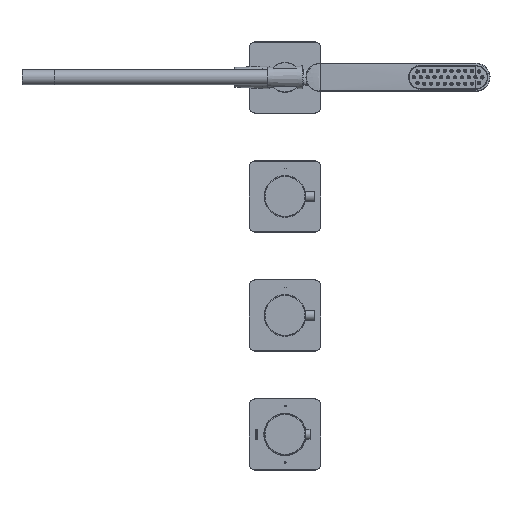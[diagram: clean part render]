
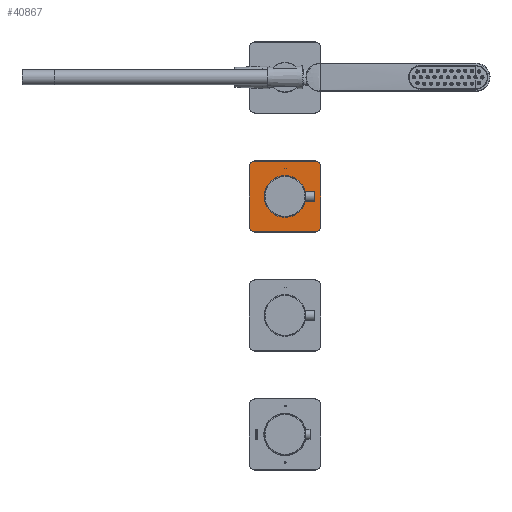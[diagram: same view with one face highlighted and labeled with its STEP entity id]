
A CAD part, top view. The second image highlights one B-rep face of the part: STEP entity #40867.
In plain terms, the highlighted planar face has unit normal (0, 0, 1).
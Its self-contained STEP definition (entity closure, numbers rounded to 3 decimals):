
#1626=B_SPLINE_CURVE_WITH_KNOTS('',3,(#85284,#85285,#85286,#85287,#85288,
#85289,#85290,#85291,#85292,#85293,#85294,#85295,#85296,#85297,#85298,#85299,
#85300,#85301,#85302,#85303,#85304,#85305,#85306,#85307,#85308,#85309,#85310,
#85311,#85312,#85313,#85314,#85315),.UNSPECIFIED.,.T.,.F.,(4,3,3,2,3,2,
3,2,3,2,2,3,4),(0.,0.106,0.179,0.251,
0.304,0.359,0.413,0.501,
0.605,0.677,0.749,0.844,
1.),.UNSPECIFIED.);
#5035=LINE('',#85261,#7433);
#5036=LINE('',#85265,#7434);
#5037=LINE('',#85269,#7435);
#5038=LINE('',#85273,#7436);
#5039=LINE('',#85276,#7437);
#5040=LINE('',#85279,#7438);
#5041=LINE('',#85281,#7439);
#5042=LINE('',#85283,#7440);
#7433=VECTOR('',#57083,1000.);
#7434=VECTOR('',#57086,1000.);
#7435=VECTOR('',#57089,1000.);
#7436=VECTOR('',#57092,1000.);
#7437=VECTOR('',#57095,1000.);
#7438=VECTOR('',#57096,1000.);
#7439=VECTOR('',#57097,1000.);
#7440=VECTOR('',#57098,1000.);
#17705=ORIENTED_EDGE('',*,*,#24024,.T.);
#17706=ORIENTED_EDGE('',*,*,#24025,.T.);
#17707=ORIENTED_EDGE('',*,*,#24026,.T.);
#17708=ORIENTED_EDGE('',*,*,#24027,.T.);
#17709=ORIENTED_EDGE('',*,*,#24028,.T.);
#17710=ORIENTED_EDGE('',*,*,#24029,.T.);
#17711=ORIENTED_EDGE('',*,*,#24030,.T.);
#17712=ORIENTED_EDGE('',*,*,#24031,.T.);
#17713=ORIENTED_EDGE('',*,*,#24032,.T.);
#17714=ORIENTED_EDGE('',*,*,#24033,.F.);
#17715=ORIENTED_EDGE('',*,*,#24034,.F.);
#17716=ORIENTED_EDGE('',*,*,#24035,.F.);
#17717=ORIENTED_EDGE('',*,*,#24036,.F.);
#17718=ORIENTED_EDGE('',*,*,#24037,.T.);
#24024=EDGE_CURVE('',#34511,#34512,#26192,.T.);
#24025=EDGE_CURVE('',#34512,#34513,#5035,.T.);
#24026=EDGE_CURVE('',#34513,#34514,#26193,.T.);
#24027=EDGE_CURVE('',#34514,#34515,#5036,.T.);
#24028=EDGE_CURVE('',#34515,#34516,#26194,.T.);
#24029=EDGE_CURVE('',#34516,#34517,#5037,.T.);
#24030=EDGE_CURVE('',#34517,#34518,#26195,.T.);
#24031=EDGE_CURVE('',#34518,#34511,#5038,.T.);
#24032=EDGE_CURVE('',#34519,#34519,#26196,.F.);
#24033=EDGE_CURVE('',#34520,#34521,#5039,.T.);
#24034=EDGE_CURVE('',#34522,#34520,#5040,.T.);
#24035=EDGE_CURVE('',#34523,#34522,#5041,.T.);
#24036=EDGE_CURVE('',#34521,#34523,#5042,.T.);
#24037=EDGE_CURVE('',#34524,#34524,#1626,.T.);
#26192=CIRCLE('',#47025,5.8);
#26193=CIRCLE('',#47026,5.8);
#26194=CIRCLE('',#47027,5.8);
#26195=CIRCLE('',#47028,5.8);
#26196=CIRCLE('',#47029,14.2);
#29346=EDGE_LOOP('',(#17705,#17706,#17707,#17708,#17709,#17710,#17711,#17712));
#29347=EDGE_LOOP('',(#17713));
#29348=EDGE_LOOP('',(#17714,#17715,#17716,#17717));
#29349=EDGE_LOOP('',(#17718));
#30792=PLANE('',#47024);
#34511=VERTEX_POINT('',#85259);
#34512=VERTEX_POINT('',#85260);
#34513=VERTEX_POINT('',#85262);
#34514=VERTEX_POINT('',#85264);
#34515=VERTEX_POINT('',#85266);
#34516=VERTEX_POINT('',#85268);
#34517=VERTEX_POINT('',#85270);
#34518=VERTEX_POINT('',#85272);
#34519=VERTEX_POINT('',#85275);
#34520=VERTEX_POINT('',#85277);
#34521=VERTEX_POINT('',#85278);
#34522=VERTEX_POINT('',#85280);
#34523=VERTEX_POINT('',#85282);
#34524=VERTEX_POINT('',#85316);
#37789=FACE_BOUND('',#29346,.T.);
#37790=FACE_BOUND('',#29347,.T.);
#37791=FACE_BOUND('',#29348,.T.);
#37792=FACE_BOUND('',#29349,.T.);
#40867=ADVANCED_FACE('',(#37789,#37790,#37791,#37792),#30792,.T.);
#47024=AXIS2_PLACEMENT_3D('',#85257,#57079,#57080);
#47025=AXIS2_PLACEMENT_3D('',#85258,#57081,#57082);
#47026=AXIS2_PLACEMENT_3D('',#85263,#57084,#57085);
#47027=AXIS2_PLACEMENT_3D('',#85267,#57087,#57088);
#47028=AXIS2_PLACEMENT_3D('',#85271,#57090,#57091);
#47029=AXIS2_PLACEMENT_3D('',#85274,#57093,#57094);
#57079=DIRECTION('',(0.,0.,1.));
#57080=DIRECTION('',(1.,0.,0.));
#57081=DIRECTION('',(0.,0.,1.));
#57082=DIRECTION('',(1.,0.,0.));
#57083=DIRECTION('',(1.,0.,0.));
#57084=DIRECTION('',(0.,0.,1.));
#57085=DIRECTION('',(1.,0.,0.));
#57086=DIRECTION('',(0.,1.,0.));
#57087=DIRECTION('',(0.,0.,1.));
#57088=DIRECTION('',(1.,0.,0.));
#57089=DIRECTION('',(-1.,0.,0.));
#57090=DIRECTION('',(0.,0.,1.));
#57091=DIRECTION('',(1.,0.,0.));
#57092=DIRECTION('',(0.,-1.,0.));
#57093=DIRECTION('',(0.,0.,1.));
#57094=DIRECTION('',(1.,0.,0.));
#57095=DIRECTION('',(1.,0.,0.));
#57096=DIRECTION('',(0.,-1.,0.));
#57097=DIRECTION('',(-1.,0.,0.));
#57098=DIRECTION('',(0.,1.,0.));
#85257=CARTESIAN_POINT('',(0.,0.,4.));
#85258=CARTESIAN_POINT('',(-30.,-30.,4.));
#85259=CARTESIAN_POINT('',(-35.8,-30.,4.));
#85260=CARTESIAN_POINT('',(-30.,-35.8,4.));
#85261=CARTESIAN_POINT('',(30.,-35.8,4.));
#85262=CARTESIAN_POINT('',(30.,-35.8,4.));
#85263=CARTESIAN_POINT('',(30.,-30.,4.));
#85264=CARTESIAN_POINT('',(35.8,-30.,4.));
#85265=CARTESIAN_POINT('',(35.8,30.,4.));
#85266=CARTESIAN_POINT('',(35.8,30.,4.));
#85267=CARTESIAN_POINT('',(30.,30.,4.));
#85268=CARTESIAN_POINT('',(30.,35.8,4.));
#85269=CARTESIAN_POINT('',(-30.,35.8,4.));
#85270=CARTESIAN_POINT('',(-30.,35.8,4.));
#85271=CARTESIAN_POINT('',(-30.,30.,4.));
#85272=CARTESIAN_POINT('',(-35.8,30.,4.));
#85273=CARTESIAN_POINT('',(-35.8,-30.,4.));
#85274=CARTESIAN_POINT('',(0.,0.,4.));
#85275=CARTESIAN_POINT('',(14.2,0.,4.));
#85276=CARTESIAN_POINT('',(-1.012,-28.579,4.));
#85277=CARTESIAN_POINT('',(-1.012,-28.579,4.));
#85278=CARTESIAN_POINT('',(0.988,-28.579,4.));
#85279=CARTESIAN_POINT('',(-1.012,-28.334,4.));
#85280=CARTESIAN_POINT('',(-1.012,-28.334,4.));
#85281=CARTESIAN_POINT('',(0.988,-28.334,4.));
#85282=CARTESIAN_POINT('',(0.988,-28.334,4.));
#85283=CARTESIAN_POINT('',(0.988,-28.579,4.));
#85284=CARTESIAN_POINT('',(-28.511,-0.605,4.));
#85285=CARTESIAN_POINT('',(-28.743,-0.605,4.));
#85286=CARTESIAN_POINT('',(-28.929,-0.582,4.));
#85287=CARTESIAN_POINT('',(-29.072,-0.533,4.));
#85288=CARTESIAN_POINT('',(-29.213,-0.485,4.));
#85289=CARTESIAN_POINT('',(-29.321,-0.414,4.));
#85290=CARTESIAN_POINT('',(-29.398,-0.32,4.));
#85291=CARTESIAN_POINT('',(-29.475,-0.227,4.));
#85292=CARTESIAN_POINT('',(-29.512,-0.107,4.));
#85293=CARTESIAN_POINT('',(-29.512,0.141,4.));
#85294=CARTESIAN_POINT('',(-29.49,0.233,4.));
#85295=CARTESIAN_POINT('',(-29.448,0.314,4.));
#85296=CARTESIAN_POINT('',(-29.407,0.394,4.));
#85297=CARTESIAN_POINT('',(-29.345,0.461,4.));
#85298=CARTESIAN_POINT('',(-29.185,0.563,4.));
#85299=CARTESIAN_POINT('',(-29.089,0.603,4.));
#85300=CARTESIAN_POINT('',(-28.974,0.632,4.));
#85301=CARTESIAN_POINT('',(-28.859,0.661,4.));
#85302=CARTESIAN_POINT('',(-28.705,0.676,4.));
#85303=CARTESIAN_POINT('',(-28.281,0.676,4.));
#85304=CARTESIAN_POINT('',(-28.095,0.653,4.));
#85305=CARTESIAN_POINT('',(-27.954,0.604,4.));
#85306=CARTESIAN_POINT('',(-27.812,0.556,4.));
#85307=CARTESIAN_POINT('',(-27.701,0.487,4.));
#85308=CARTESIAN_POINT('',(-27.55,0.299,4.));
#85309=CARTESIAN_POINT('',(-27.512,0.18,4.));
#85310=CARTESIAN_POINT('',(-27.512,-0.154,4.));
#85311=CARTESIAN_POINT('',(-27.579,-0.302,4.));
#85312=CARTESIAN_POINT('',(-27.713,-0.411,4.));
#85313=CARTESIAN_POINT('',(-27.875,-0.541,4.));
#85314=CARTESIAN_POINT('',(-28.143,-0.605,4.));
#85315=CARTESIAN_POINT('',(-28.511,-0.605,4.));
#85316=CARTESIAN_POINT('',(-28.511,-0.605,4.));
